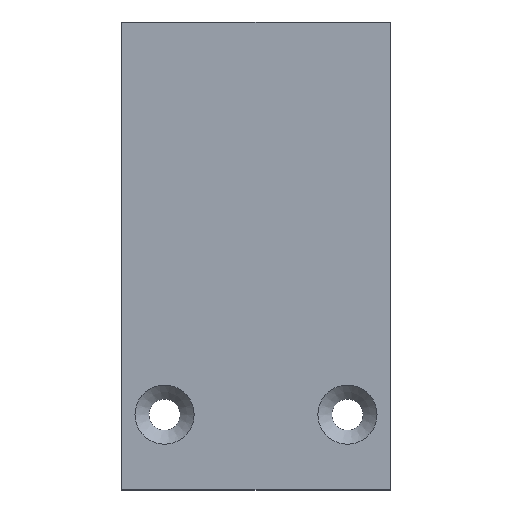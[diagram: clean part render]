
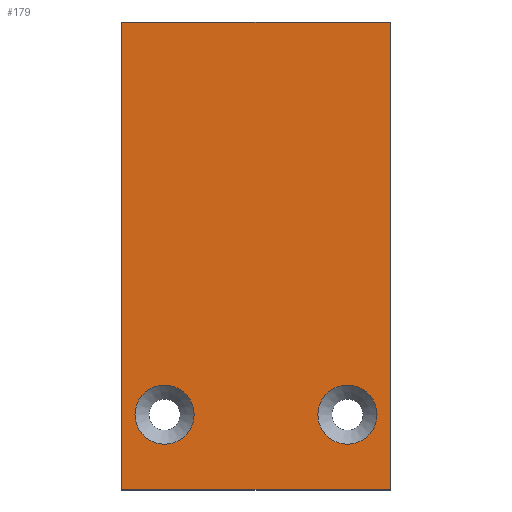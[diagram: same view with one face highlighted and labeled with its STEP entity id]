
A CAD part, top view. The second image highlights one B-rep face of the part: STEP entity #179.
In plain terms, the highlighted planar face has unit normal (0, 0, 1).
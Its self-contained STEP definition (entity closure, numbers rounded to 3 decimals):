
#15=FACE_BOUND('',#46,.T.);
#16=FACE_BOUND('',#47,.T.);
#23=PLANE('',#215);
#35=FACE_OUTER_BOUND('',#45,.T.);
#45=EDGE_LOOP('',(#157,#158,#159,#160));
#46=EDGE_LOOP('',(#161));
#47=EDGE_LOOP('',(#162));
#57=LINE('',#295,#73);
#60=LINE('',#301,#76);
#63=LINE('',#307,#79);
#66=LINE('',#311,#82);
#73=VECTOR('',#247,10.);
#76=VECTOR('',#252,10.);
#79=VECTOR('',#257,10.);
#82=VECTOR('',#262,10.);
#83=CIRCLE('',#202,2.75);
#86=CIRCLE('',#207,2.75);
#89=VERTEX_POINT('',#269);
#92=VERTEX_POINT('',#279);
#97=VERTEX_POINT('',#292);
#98=VERTEX_POINT('',#294);
#100=VERTEX_POINT('',#300);
#102=VERTEX_POINT('',#306);
#103=EDGE_CURVE('',#89,#89,#83,.T.);
#108=EDGE_CURVE('',#92,#92,#86,.T.);
#115=EDGE_CURVE('',#98,#97,#57,.T.);
#118=EDGE_CURVE('',#100,#98,#60,.T.);
#121=EDGE_CURVE('',#102,#100,#63,.T.);
#124=EDGE_CURVE('',#97,#102,#66,.T.);
#157=ORIENTED_EDGE('',*,*,#124,.T.);
#158=ORIENTED_EDGE('',*,*,#121,.T.);
#159=ORIENTED_EDGE('',*,*,#118,.T.);
#160=ORIENTED_EDGE('',*,*,#115,.T.);
#161=ORIENTED_EDGE('',*,*,#103,.T.);
#162=ORIENTED_EDGE('',*,*,#108,.T.);
#179=ADVANCED_FACE('',(#35,#15,#16),#23,.T.);
#202=AXIS2_PLACEMENT_3D('',#270,#221,#222);
#207=AXIS2_PLACEMENT_3D('',#280,#233,#234);
#215=AXIS2_PLACEMENT_3D('',#312,#263,#264);
#221=DIRECTION('center_axis',(0.,0.,-1.));
#222=DIRECTION('ref_axis',(1.,0.,0.));
#233=DIRECTION('center_axis',(0.,0.,-1.));
#234=DIRECTION('ref_axis',(1.,0.,0.));
#247=DIRECTION('',(0.,-1.,0.));
#252=DIRECTION('',(-1.,0.,0.));
#257=DIRECTION('',(0.,1.,0.));
#262=DIRECTION('',(1.,0.,0.));
#263=DIRECTION('center_axis',(0.,0.,1.));
#264=DIRECTION('ref_axis',(1.,0.,0.));
#269=CARTESIAN_POINT('',(-11.25,-14.75,2.));
#270=CARTESIAN_POINT('Origin',(-8.5,-14.75,2.));
#279=CARTESIAN_POINT('',(5.75,-14.75,2.));
#280=CARTESIAN_POINT('Origin',(8.5,-14.75,2.));
#292=CARTESIAN_POINT('',(-12.5,-21.75,2.));
#294=CARTESIAN_POINT('',(-12.5,21.75,2.));
#295=CARTESIAN_POINT('',(-12.5,21.75,2.));
#300=CARTESIAN_POINT('',(12.5,21.75,2.));
#301=CARTESIAN_POINT('',(12.5,21.75,2.));
#306=CARTESIAN_POINT('',(12.5,-21.75,2.));
#307=CARTESIAN_POINT('',(12.5,-21.75,2.));
#311=CARTESIAN_POINT('',(-12.5,-21.75,2.));
#312=CARTESIAN_POINT('Origin',(0.,0.,
2.));
